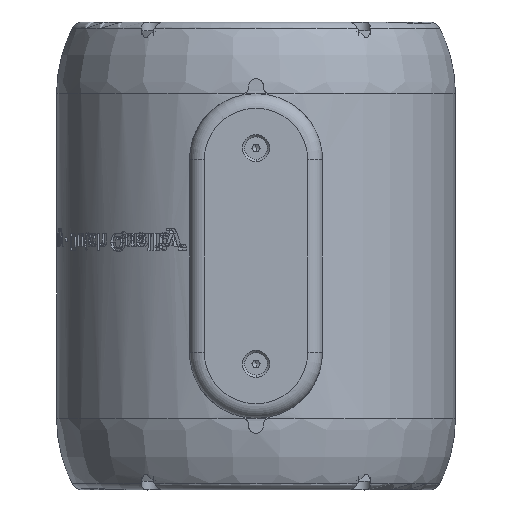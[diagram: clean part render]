
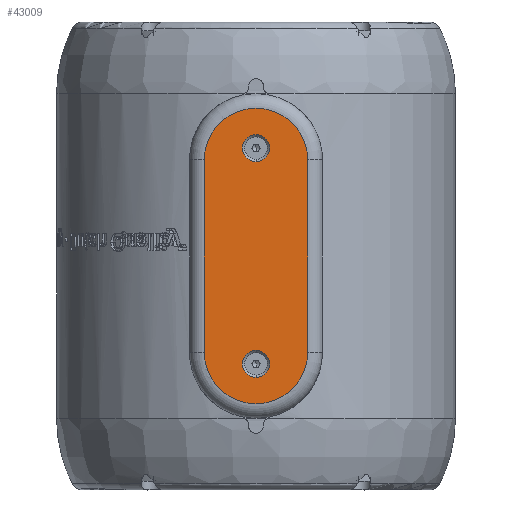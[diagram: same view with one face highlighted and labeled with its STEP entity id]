
A CAD part, front view. The second image highlights one B-rep face of the part: STEP entity #43009.
In plain terms, the highlighted planar face has unit normal (0, -1, 0).
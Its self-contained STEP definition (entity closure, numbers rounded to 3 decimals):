
#53 = VERTEX_POINT ( 'NONE', #19587 ) ;
#273 = FACE_BOUND ( 'NONE', #11765, .T. ) ;
#765 = CARTESIAN_POINT ( 'NONE',  ( 104.539, 22.045, 134.456 ) ) ;
#1620 = EDGE_LOOP ( 'NONE', ( #27517, #31930, #43473, #6367 ) ) ;
#2206 = DIRECTION ( 'NONE',  ( 0., -1., 0. ) ) ;
#3452 = CARTESIAN_POINT ( 'NONE',  ( 87.039, 22.045, 134.456 ) ) ;
#3804 = ORIENTED_EDGE ( 'NONE', *, *, #10257, .F. ) ;
#5886 = CARTESIAN_POINT ( 'NONE',  ( 87.039, 22.045, 170.956 ) ) ;
#6169 = CIRCLE ( 'NONE', #36482, 4.59 ) ;
#6367 = ORIENTED_EDGE ( 'NONE', *, *, #19034, .T. ) ;
#8864 = DIRECTION ( 'NONE',  ( 0., -1., 0. ) ) ;
#10257 = EDGE_CURVE ( 'NONE', #44153, #37195, #10940, .T. ) ;
#10910 = CARTESIAN_POINT ( 'NONE',  ( 69.539, 22.045, 101.956 ) ) ;
#10940 = CIRCLE ( 'NONE', #17602, 4.59 ) ;
#11765 = EDGE_LOOP ( 'NONE', ( #49196, #22993 ) ) ;
#12617 = CARTESIAN_POINT ( 'NONE',  ( 87.039, 22.045, 93.366 ) ) ;
#12735 = VERTEX_POINT ( 'NONE', #26707 ) ;
#13947 = ORIENTED_EDGE ( 'NONE', *, *, #49026, .F. ) ;
#14656 = LINE ( 'NONE', #42406, #15256 ) ;
#15256 = VECTOR ( 'NONE', #34434, 1000. ) ;
#15382 = AXIS2_PLACEMENT_3D ( 'NONE', #37080, #8864, #49733 ) ;
#16921 = CIRCLE ( 'NONE', #50605, 17.5 ) ;
#17342 = EDGE_CURVE ( 'NONE', #53, #18331, #28640, .T. ) ;
#17572 = VECTOR ( 'NONE', #45076, 1000. ) ;
#17602 = AXIS2_PLACEMENT_3D ( 'NONE', #29469, #17799, #21453 ) ;
#17799 = DIRECTION ( 'NONE',  ( 0., -1., 0. ) ) ;
#18331 = VERTEX_POINT ( 'NONE', #36724 ) ;
#18355 = AXIS2_PLACEMENT_3D ( 'NONE', #3452, #19431, #40127 ) ;
#19034 = EDGE_CURVE ( 'NONE', #25836, #25716, #16921, .T. ) ;
#19431 = DIRECTION ( 'NONE',  ( 0., -1., 0. ) ) ;
#19587 = CARTESIAN_POINT ( 'NONE',  ( 87.039, 22.045, 166.366 ) ) ;
#20196 = CIRCLE ( 'NONE', #33774, 4.59 ) ;
#21453 = DIRECTION ( 'NONE',  ( 0., 0., -1. ) ) ;
#22747 = CARTESIAN_POINT ( 'NONE',  ( 87.039, 22.045, 97.956 ) ) ;
#22772 = CARTESIAN_POINT ( 'NONE',  ( 104.539, 22.045, 166.956 ) ) ;
#22993 = ORIENTED_EDGE ( 'NONE', *, *, #45337, .F. ) ;
#25039 = VERTEX_POINT ( 'NONE', #10910 ) ;
#25282 = AXIS2_PLACEMENT_3D ( 'NONE', #41902, #33658, #29176 ) ;
#25716 = VERTEX_POINT ( 'NONE', #41638 ) ;
#25836 = VERTEX_POINT ( 'NONE', #22772 ) ;
#26454 = DIRECTION ( 'NONE',  ( 0., -1., 0. ) ) ;
#26707 = CARTESIAN_POINT ( 'NONE',  ( 104.539, 22.045, 101.956 ) ) ;
#27517 = ORIENTED_EDGE ( 'NONE', *, *, #45083, .T. ) ;
#28640 = CIRCLE ( 'NONE', #25282, 4.59 ) ;
#29176 = DIRECTION ( 'NONE',  ( 0., 0., -1. ) ) ;
#29469 = CARTESIAN_POINT ( 'NONE',  ( 87.039, 22.045, 97.956 ) ) ;
#31353 = EDGE_CURVE ( 'NONE', #12735, #25836, #44558, .T. ) ;
#31930 = ORIENTED_EDGE ( 'NONE', *, *, #48819, .T. ) ;
#32410 = FACE_OUTER_BOUND ( 'NONE', #1620, .T. ) ;
#33658 = DIRECTION ( 'NONE',  ( 0., -1., 0. ) ) ;
#33774 = AXIS2_PLACEMENT_3D ( 'NONE', #5886, #26454, #42859 ) ;
#34434 = DIRECTION ( 'NONE',  ( 0., 0., -1. ) ) ;
#36482 = AXIS2_PLACEMENT_3D ( 'NONE', #22747, #46593, #50266 ) ;
#36724 = CARTESIAN_POINT ( 'NONE',  ( 87.039, 22.045, 175.546 ) ) ;
#37080 = CARTESIAN_POINT ( 'NONE',  ( 87.039, 22.045, 101.956 ) ) ;
#37195 = VERTEX_POINT ( 'NONE', #46158 ) ;
#39020 = CIRCLE ( 'NONE', #15382, 17.5 ) ;
#39125 = DIRECTION ( 'NONE',  ( 1., 0., 0. ) ) ;
#40127 = DIRECTION ( 'NONE',  ( 1., 0., 0. ) ) ;
#41638 = CARTESIAN_POINT ( 'NONE',  ( 69.539, 22.045, 166.956 ) ) ;
#41902 = CARTESIAN_POINT ( 'NONE',  ( 87.039, 22.045, 170.956 ) ) ;
#42406 = CARTESIAN_POINT ( 'NONE',  ( 69.539, 22.045, 134.456 ) ) ;
#42859 = DIRECTION ( 'NONE',  ( 0., 0., -1. ) ) ;
#43009 = ADVANCED_FACE ( 'NONE', ( #51412, #273, #32410 ), #47999, .T. ) ;
#43473 = ORIENTED_EDGE ( 'NONE', *, *, #31353, .T. ) ;
#44153 = VERTEX_POINT ( 'NONE', #12617 ) ;
#44558 = LINE ( 'NONE', #765, #17572 ) ;
#44939 = EDGE_LOOP ( 'NONE', ( #3804, #13947 ) ) ;
#45076 = DIRECTION ( 'NONE',  ( 0., 0., 1. ) ) ;
#45083 = EDGE_CURVE ( 'NONE', #25716, #25039, #14656, .T. ) ;
#45337 = EDGE_CURVE ( 'NONE', #18331, #53, #20196, .T. ) ;
#46158 = CARTESIAN_POINT ( 'NONE',  ( 87.039, 22.045, 102.546 ) ) ;
#46502 = CARTESIAN_POINT ( 'NONE',  ( 87.039, 22.045, 166.956 ) ) ;
#46593 = DIRECTION ( 'NONE',  ( 0., -1., 0. ) ) ;
#47999 = PLANE ( 'NONE',  #18355 ) ;
#48819 = EDGE_CURVE ( 'NONE', #25039, #12735, #39020, .T. ) ;
#49026 = EDGE_CURVE ( 'NONE', #37195, #44153, #6169, .T. ) ;
#49196 = ORIENTED_EDGE ( 'NONE', *, *, #17342, .F. ) ;
#49733 = DIRECTION ( 'NONE',  ( 1., 0., 0. ) ) ;
#50266 = DIRECTION ( 'NONE',  ( 0., 0., -1. ) ) ;
#50605 = AXIS2_PLACEMENT_3D ( 'NONE', #46502, #2206, #39125 ) ;
#51412 = FACE_BOUND ( 'NONE', #44939, .T. ) ;
